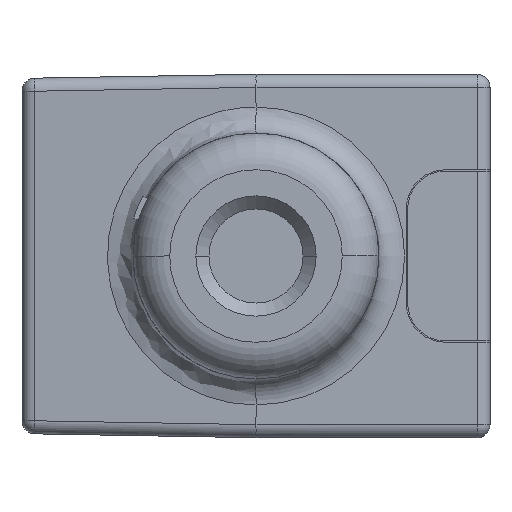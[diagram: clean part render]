
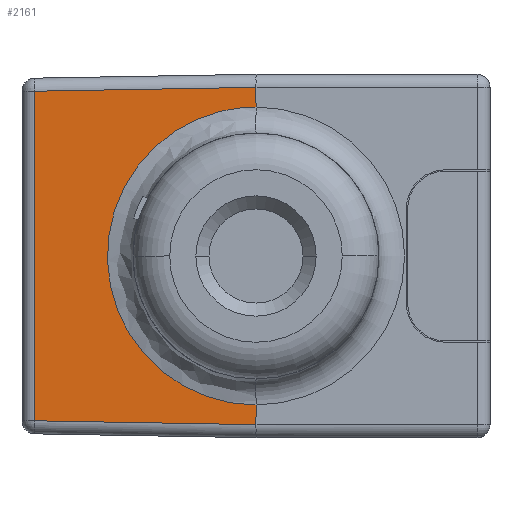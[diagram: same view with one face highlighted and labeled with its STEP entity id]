
A CAD part, front view. The second image highlights one B-rep face of the part: STEP entity #2161.
In plain terms, the highlighted planar face has unit normal (-0.018, -1, 0).
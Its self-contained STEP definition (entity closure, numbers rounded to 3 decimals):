
#382=DIRECTION('',(0.,0.,-1.));
#383=VECTOR('',#382,0.75);
#384=CARTESIAN_POINT('',(0.,-25.4,
-5.7));
#385=LINE('',#384,#383);
#386=DIRECTION('',(-1.,0.017,0.017));
#387=VECTOR('',#386,8.461);
#388=CARTESIAN_POINT('',(0.,-25.4,
-6.45));
#389=LINE('',#388,#387);
#390=DIRECTION('',(1.,-0.017,0.017));
#391=VECTOR('',#390,8.461);
#392=CARTESIAN_POINT('',(-8.459,-25.252,6.302));
#393=LINE('',#392,#391);
#394=DIRECTION('',(0.,0.,-1.));
#395=VECTOR('',#394,0.75);
#396=CARTESIAN_POINT('',(0.,-25.4,
6.45));
#397=LINE('',#396,#395);
#596=DIRECTION('',(0.,0.,-1.));
#597=VECTOR('',#596,12.605);
#598=CARTESIAN_POINT('',(-8.459,-25.252,6.302));
#599=LINE('',#598,#597);
#838=CARTESIAN_POINT('',(0.,-25.4,
-5.7));
#839=CARTESIAN_POINT('',(-0.332,-25.394,
-5.699));
#840=CARTESIAN_POINT('',(-0.985,-25.383,
-5.64));
#841=CARTESIAN_POINT('',(-1.949,-25.366,
-5.381));
#842=CARTESIAN_POINT('',(-2.853,-25.35,
-4.957));
#843=CARTESIAN_POINT('',(-3.663,-25.336,
-4.39));
#844=CARTESIAN_POINT('',(-4.373,-25.324,
-3.681));
#845=CARTESIAN_POINT('',(-4.947,-25.314,
-2.859));
#846=CARTESIAN_POINT('',(-5.369,-25.306,
-1.951));
#847=CARTESIAN_POINT('',(-5.626,-25.302,
-0.987));
#848=CARTESIAN_POINT('',(-5.711,-25.3,
0.006));
#849=CARTESIAN_POINT('',(-5.624,-25.302,
0.997));
#850=CARTESIAN_POINT('',(-5.366,-25.306,1.958));
#851=CARTESIAN_POINT('',(-4.946,-25.314,2.86));
#852=CARTESIAN_POINT('',(-4.376,-25.324,3.677));
#853=CARTESIAN_POINT('',(-3.67,-25.336,4.384));
#854=CARTESIAN_POINT('',(-2.863,-25.35,4.952));
#855=CARTESIAN_POINT('',(-1.958,-25.366,5.378));
#856=CARTESIAN_POINT('',(-0.991,-25.383,
5.639));
#857=CARTESIAN_POINT('',(-0.334,-25.394,
5.699));
#858=CARTESIAN_POINT('',(0.,-25.4,5.7));
#1318=CARTESIAN_POINT('',(0.,-25.4,
-5.7));
#1319=CARTESIAN_POINT('',(0.,-25.4,
-6.45));
#1320=VERTEX_POINT('',#1318);
#1321=VERTEX_POINT('',#1319);
#1322=CARTESIAN_POINT('',(0.,-25.4,
5.7));
#1323=VERTEX_POINT('',#1322);
#1324=CARTESIAN_POINT('',(0.,-25.4,
6.45));
#1325=VERTEX_POINT('',#1324);
#1330=CARTESIAN_POINT('',(-8.459,-25.252,
-6.302));
#1331=VERTEX_POINT('',#1330);
#1332=CARTESIAN_POINT('',(-8.459,-25.252,
6.302));
#1333=VERTEX_POINT('',#1332);
#2144=CARTESIAN_POINT('',(0.,-25.4,-7.316));
#2145=DIRECTION('',(-0.017,-1.,0.));
#2146=DIRECTION('',(0.,0.,-1.));
#2147=AXIS2_PLACEMENT_3D('',#2144,#2145,#2146);
#2148=PLANE('',#2147);
#2149=ORIENTED_EDGE('',*,*,#2109,.T.);
#2151=ORIENTED_EDGE('',*,*,#2150,.T.);
#2153=ORIENTED_EDGE('',*,*,#2152,.F.);
#2155=ORIENTED_EDGE('',*,*,#2154,.T.);
#2156=ORIENTED_EDGE('',*,*,#2113,.T.);
#2158=ORIENTED_EDGE('',*,*,#2157,.F.);
#2159=EDGE_LOOP('',(#2149,#2151,#2153,#2155,#2156,#2158));
#2160=FACE_OUTER_BOUND('',#2159,.F.);
#2161=ADVANCED_FACE('',(#2160),#2148,.T.);
#859=B_SPLINE_CURVE_WITH_KNOTS('',3,(#838,#839,#840,#841,#842,#843,#844,#845,
#846,#847,#848,#849,#850,#851,#852,#853,#854,#855,#856,#857,#858),.UNSPECIFIED.,
.F.,.F.,(4,1,1,1,1,1,1,1,1,1,1,1,1,1,1,1,1,1,4),(0.,0.056,
0.111,0.167,0.222,0.278,
0.333,0.389,0.444,0.5,0.556,
0.611,0.667,0.722,0.778,
0.833,0.889,0.944,1.),.UNSPECIFIED.);
#2109=EDGE_CURVE('',#1320,#1321,#385,.T.);
#2113=EDGE_CURVE('',#1325,#1323,#397,.T.);
#2150=EDGE_CURVE('',#1321,#1331,#389,.T.);
#2152=EDGE_CURVE('',#1333,#1331,#599,.T.);
#2154=EDGE_CURVE('',#1333,#1325,#393,.T.);
#2157=EDGE_CURVE('',#1320,#1323,#859,.T.);
